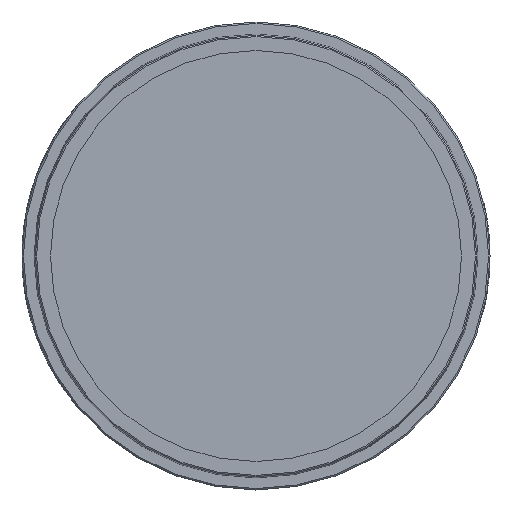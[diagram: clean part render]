
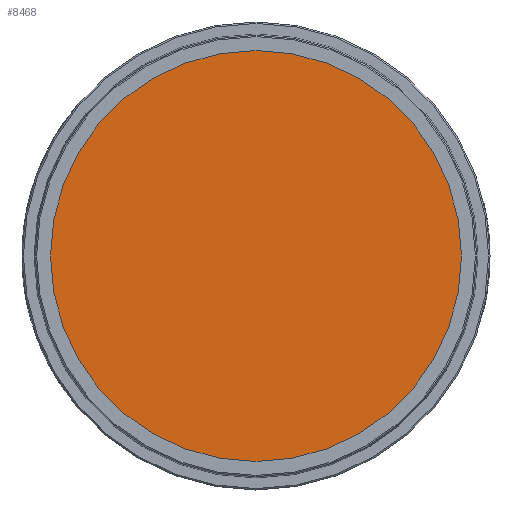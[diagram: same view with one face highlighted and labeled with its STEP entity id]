
A CAD part, left-side view. The second image highlights one B-rep face of the part: STEP entity #8468.
In plain terms, the highlighted planar face has unit normal (-1, 0, 0).
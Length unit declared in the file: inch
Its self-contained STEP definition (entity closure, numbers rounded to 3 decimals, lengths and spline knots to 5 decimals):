
#185 = CARTESIAN_POINT ( 'NONE',  ( -0.205, 0., 0. ) ) ;
#743 = CARTESIAN_POINT ( 'NONE',  ( -0.205, 0., 0. ) ) ;
#825 = AXIS2_PLACEMENT_3D ( 'NONE', #743, #6338, #1561 ) ;
#1005 = DIRECTION ( 'NONE',  ( 0., 0., -1. ) ) ;
#1260 = CARTESIAN_POINT ( 'NONE',  ( -0.205, 0., 0. ) ) ;
#1561 = DIRECTION ( 'NONE',  ( 0., 0., -1. ) ) ;
#1633 = VERTEX_POINT ( 'NONE', #8661 ) ;
#2540 = AXIS2_PLACEMENT_3D ( 'NONE', #185, #5777, #1005 ) ;
#2696 = CARTESIAN_POINT ( 'NONE',  ( -0.205, 0., 1.47638 ) ) ;
#3017 = EDGE_CURVE ( 'NONE', #1633, #3878, #8780, .T. ) ;
#3363 = ORIENTED_EDGE ( 'NONE', *, *, #6568, .F. ) ;
#3679 = DIRECTION ( 'NONE',  ( 0., 0., -1. ) ) ;
#3878 = VERTEX_POINT ( 'NONE', #2696 ) ;
#5777 = DIRECTION ( 'NONE',  ( 1., 0., 0. ) ) ;
#6338 = DIRECTION ( 'NONE',  ( 1., 0., 0. ) ) ;
#6568 = EDGE_CURVE ( 'NONE', #3878, #1633, #7935, .T. ) ;
#7488 = EDGE_LOOP ( 'NONE', ( #8598, #3363 ) ) ;
#7629 = PLANE ( 'NONE',  #9946 ) ;
#7935 = CIRCLE ( 'NONE', #2540, 1.47638 ) ;
#8434 = DIRECTION ( 'NONE',  ( 1., 0., 0. ) ) ;
#8468 = ADVANCED_FACE ( 'NONE', ( #10309 ), #7629, .F. ) ;
#8598 = ORIENTED_EDGE ( 'NONE', *, *, #3017, .F. ) ;
#8661 = CARTESIAN_POINT ( 'NONE',  ( -0.205, 0., -1.47638 ) ) ;
#8780 = CIRCLE ( 'NONE', #825, 1.47638 ) ;
#9946 = AXIS2_PLACEMENT_3D ( 'NONE', #1260, #8434, #3679 ) ;
#10309 = FACE_OUTER_BOUND ( 'NONE', #7488, .T. ) ;
